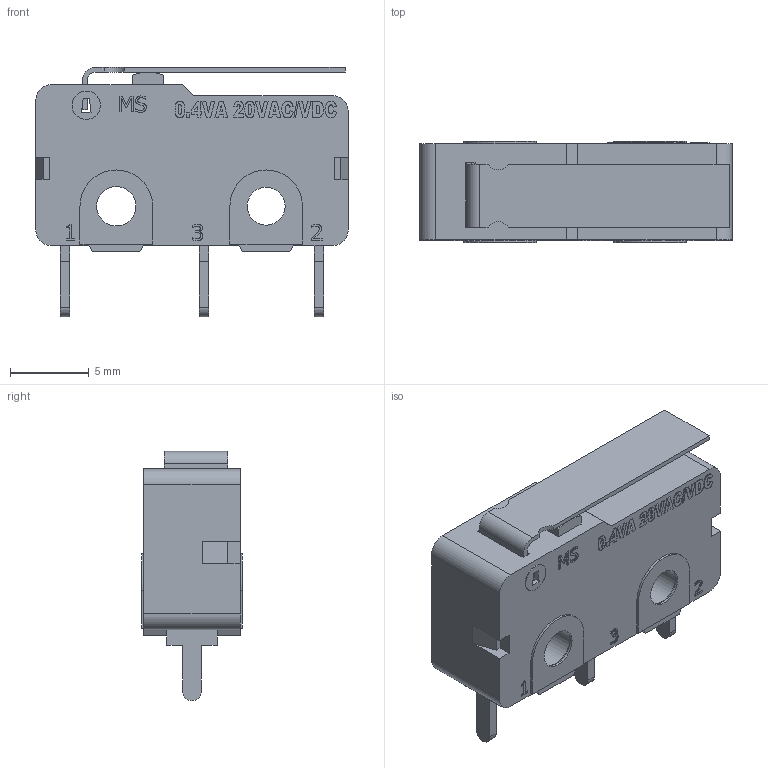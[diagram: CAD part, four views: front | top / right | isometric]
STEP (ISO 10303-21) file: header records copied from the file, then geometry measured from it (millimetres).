
FILE_DESCRIPTION((' '),'2;1');
FILE_NAME('MS085xx01FxxxP1C.stp','2017-07-28T10:25:54',(' '),(' '),' ','ACIS',' ');
FILE_SCHEMA(('CONFIG_CONTROL_DESIGN'));
Length unit declared in the file: inch
Products named in the file (1): MS085xx01FxxxP1C.stp
Bounding box: 19.8 x 6.4 x 15.8 mm (x, y, z)
Volume: 790.1 mm3; surface area: 1616 mm2
Topology: 1 solids, 4 shells, 609 faces, 1651 edges, 1100 vertices
Faces by surface type: plane 410, bspline 176, cylinder 23
Full cylindrical faces by diameter (mm): 1.8 x1, 2.4 x2, 2.5 x2, 3.7 x2
Entity records: 20012 total; most frequent: CARTESIAN_POINT 5726, ORIENTED_EDGE 3284, DIRECTION 2205, EDGE_CURVE 1642, VECTOR 1243, LINE 1243, VERTEX_POINT 1098, EDGE_LOOP 677
